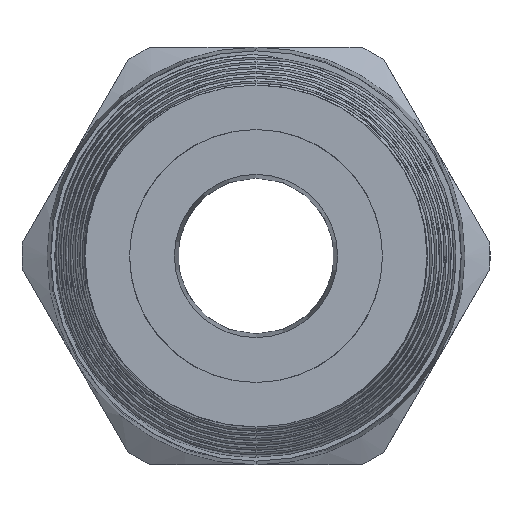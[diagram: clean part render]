
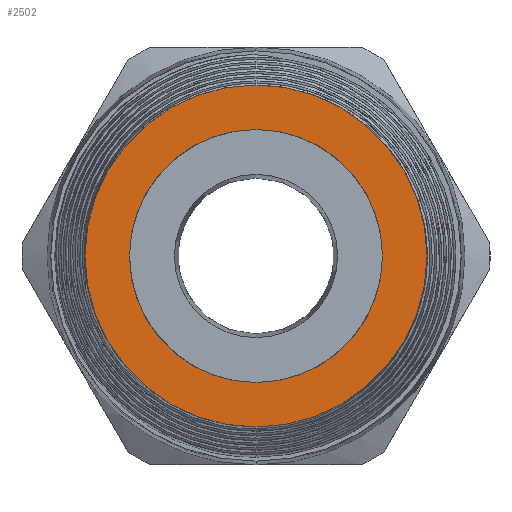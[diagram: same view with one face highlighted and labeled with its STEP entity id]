
A CAD part, left-side view. The second image highlights one B-rep face of the part: STEP entity #2502.
In plain terms, the highlighted planar face has unit normal (-1, 0, 0).
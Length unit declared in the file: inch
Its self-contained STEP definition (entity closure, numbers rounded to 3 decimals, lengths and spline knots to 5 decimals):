
#1019 = VERTEX_POINT ( 'NONE', #8328 ) ;
#1028 = VERTEX_POINT ( 'NONE', #8323 ) ;
#1490 = EDGE_CURVE ( 'NONE', #1028, #1019, #9236, .T. ) ;
#1491 = EDGE_CURVE ( 'NONE', #1517, #1492, #9332, .T. ) ;
#1492 = VERTEX_POINT ( 'NONE', #9328 ) ;
#1517 = VERTEX_POINT ( 'NONE', #9358 ) ;
#2479 = EDGE_CURVE ( 'NONE', #1019, #1028, #11768, .T. ) ;
#2493 = ORIENTED_EDGE ( 'NONE', *, *, #1490, .F. ) ;
#2495 = ORIENTED_EDGE ( 'NONE', *, *, #2479, .F. ) ;
#2502 = ADVANCED_FACE ( 'NONE', ( #11866, #11865 ), #11864, .T. ) ;
#2503 = EDGE_LOOP ( 'NONE', ( #2493, #2495 ) ) ;
#2505 = EDGE_CURVE ( 'NONE', #1492, #1517, #11859, .T. ) ;
#2506 = ORIENTED_EDGE ( 'NONE', *, *, #1491, .T. ) ;
#2509 = EDGE_LOOP ( 'NONE', ( #2510, #2506 ) ) ;
#2510 = ORIENTED_EDGE ( 'NONE', *, *, #2505, .T. ) ;
#8323 = CARTESIAN_POINT ( 'NONE',  ( -3.54, 0., -0.28462 ) ) ;
#8328 = CARTESIAN_POINT ( 'NONE',  ( -3.54, 0., 0.28462 ) ) ;
#9236 = CIRCLE ( 'NONE', #9336, 0.28462 ) ;
#9328 = CARTESIAN_POINT ( 'NONE',  ( -3.54, 0., -0.38462 ) ) ;
#9329 = DIRECTION ( 'NONE',  ( 0., 0., 1. ) ) ;
#9330 = DIRECTION ( 'NONE',  ( -1., 0., 0. ) ) ;
#9331 = AXIS2_PLACEMENT_3D ( 'NONE', #9337, #9330, #9329 ) ;
#9332 = CIRCLE ( 'NONE', #9331, 0.38462 ) ;
#9333 = DIRECTION ( 'NONE',  ( 0., 0., 1. ) ) ;
#9334 = DIRECTION ( 'NONE',  ( -1., 0., 0. ) ) ;
#9335 = CARTESIAN_POINT ( 'NONE',  ( -3.54, 0., 0. ) ) ;
#9336 = AXIS2_PLACEMENT_3D ( 'NONE', #9335, #9334, #9333 ) ;
#9337 = CARTESIAN_POINT ( 'NONE',  ( -3.54, 0., 0. ) ) ;
#9358 = CARTESIAN_POINT ( 'NONE',  ( -3.54, 0., 0.38462 ) ) ;
#11768 = CIRCLE ( 'NONE', #11791, 0.28462 ) ;
#11788 = DIRECTION ( 'NONE',  ( 0., 0., 1. ) ) ;
#11789 = DIRECTION ( 'NONE',  ( -1., 0., 0. ) ) ;
#11790 = CARTESIAN_POINT ( 'NONE',  ( -3.54, 0., 0. ) ) ;
#11791 = AXIS2_PLACEMENT_3D ( 'NONE', #11790, #11789, #11788 ) ;
#11855 = DIRECTION ( 'NONE',  ( 0., 0., 1. ) ) ;
#11856 = DIRECTION ( 'NONE',  ( -1., 0., 0. ) ) ;
#11857 = CARTESIAN_POINT ( 'NONE',  ( -3.54, 0., 0. ) ) ;
#11858 = AXIS2_PLACEMENT_3D ( 'NONE', #11857, #11856, #11855 ) ;
#11859 = CIRCLE ( 'NONE', #11858, 0.38462 ) ;
#11860 = DIRECTION ( 'NONE',  ( 0., 0., 1. ) ) ;
#11861 = DIRECTION ( 'NONE',  ( -1., 0., 0. ) ) ;
#11862 = CARTESIAN_POINT ( 'NONE',  ( -3.54, 0., 0. ) ) ;
#11863 = AXIS2_PLACEMENT_3D ( 'NONE', #11862, #11861, #11860 ) ;
#11864 = PLANE ( 'NONE',  #11863 ) ;
#11865 = FACE_BOUND ( 'NONE', #2503, .T. ) ;
#11866 = FACE_OUTER_BOUND ( 'NONE', #2509, .T. ) ;
